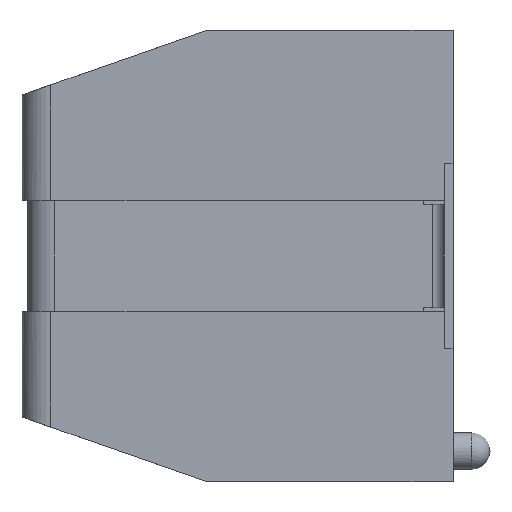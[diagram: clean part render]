
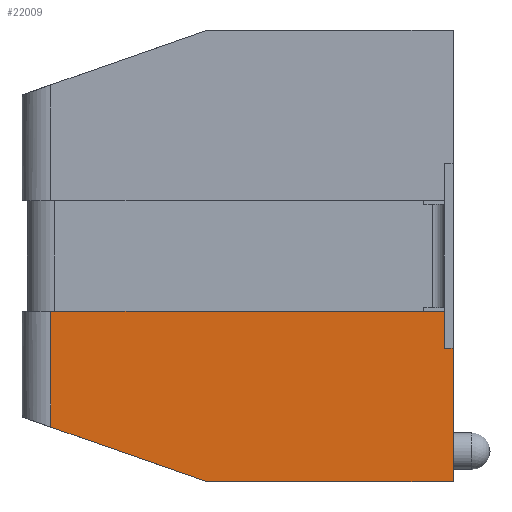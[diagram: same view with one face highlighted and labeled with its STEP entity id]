
A CAD part, left-side view. The second image highlights one B-rep face of the part: STEP entity #22009.
In plain terms, the highlighted planar face has unit normal (-1, 0.018, 0).
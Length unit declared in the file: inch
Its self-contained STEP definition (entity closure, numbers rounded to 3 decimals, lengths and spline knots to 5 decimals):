
#297 = EDGE_CURVE ( 'NONE', #30375, #298, #29061, .T. ) ;
#298 = VERTEX_POINT ( 'NONE', #29057 ) ;
#345 = EDGE_CURVE ( 'NONE', #30493, #30375, #29141, .T. ) ;
#2661 = LINE ( 'NONE', #2716, #2715 ) ;
#2662 = CARTESIAN_POINT ( 'NONE',  ( -0.67974, 0., -0.075 ) ) ;
#2663 = CARTESIAN_POINT ( 'NONE',  ( -0.67974, 0., -0.306 ) ) ;
#2714 = DIRECTION ( 'NONE',  ( 0.017, 1., 0. ) ) ;
#2715 = VECTOR ( 'NONE', #2714, 39.37008 ) ;
#2716 = CARTESIAN_POINT ( 'NONE',  ( -0.66953, 0.585, -0.075 ) ) ;
#2734 = DIRECTION ( 'NONE',  ( -0.017, -1., 0. ) ) ;
#2735 = DIRECTION ( 'NONE',  ( -1., 0.017, 0. ) ) ;
#2736 = CARTESIAN_POINT ( 'NONE',  ( -0.66953, 0.585, 0. ) ) ;
#2738 = AXIS2_PLACEMENT_3D ( 'NONE', #2736, #2735, #2734 ) ;
#2739 = PLANE ( 'NONE',  #2738 ) ;
#2740 = FACE_OUTER_BOUND ( 'NONE', #21931, .T. ) ;
#2741 = DIRECTION ( 'NONE',  ( 0.017, 1., 0. ) ) ;
#2742 = VECTOR ( 'NONE', #2741, 39.37008 ) ;
#2743 = CARTESIAN_POINT ( 'NONE',  ( -0.67974, 0., -0.306 ) ) ;
#2744 = LINE ( 'NONE', #2743, #2742 ) ;
#2745 = DIRECTION ( 'NONE',  ( 0., 0., -1. ) ) ;
#2746 = VECTOR ( 'NONE', #2745, 39.37008 ) ;
#2747 = CARTESIAN_POINT ( 'NONE',  ( -0.67974, 0., 0.306 ) ) ;
#2748 = LINE ( 'NONE', #2747, #2746 ) ;
#9735 = CARTESIAN_POINT ( 'NONE',  ( -0.67021, 0.5457, -0.075 ) ) ;
#9746 = CARTESIAN_POINT ( 'NONE',  ( -0.67021, 0.5457, -0.23226 ) ) ;
#21931 = EDGE_LOOP ( 'NONE', ( #21933, #22007, #22002, #22092, #22036 ) ) ;
#21932 = VERTEX_POINT ( 'NONE', #2663 ) ;
#21933 = ORIENTED_EDGE ( 'NONE', *, *, #297, .T. ) ;
#21936 = VERTEX_POINT ( 'NONE', #2662 ) ;
#21937 = EDGE_CURVE ( 'NONE', #21936, #30493, #2661, .T. ) ;
#22002 = ORIENTED_EDGE ( 'NONE', *, *, #22005, .F. ) ;
#22005 = EDGE_CURVE ( 'NONE', #21936, #21932, #2748, .T. ) ;
#22007 = ORIENTED_EDGE ( 'NONE', *, *, #22008, .F. ) ;
#22008 = EDGE_CURVE ( 'NONE', #21932, #298, #2744, .T. ) ;
#22009 = ADVANCED_FACE ( 'NONE', ( #2740 ), #2739, .T. ) ;
#22036 = ORIENTED_EDGE ( 'NONE', *, *, #345, .T. ) ;
#22092 = ORIENTED_EDGE ( 'NONE', *, *, #21937, .T. ) ;
#29057 = CARTESIAN_POINT ( 'NONE',  ( -0.67389, 0.335, -0.306 ) ) ;
#29058 = DIRECTION ( 'NONE',  ( -0.016, -0.944, -0.33 ) ) ;
#29059 = VECTOR ( 'NONE', #29058, 39.37008 ) ;
#29060 = CARTESIAN_POINT ( 'NONE',  ( -0.67021, 0.5457, -0.23226 ) ) ;
#29061 = LINE ( 'NONE', #29060, #29059 ) ;
#29138 = DIRECTION ( 'NONE',  ( 0., 0., -1. ) ) ;
#29139 = VECTOR ( 'NONE', #29138, 39.37008 ) ;
#29140 = CARTESIAN_POINT ( 'NONE',  ( -0.67021, 0.5457, 0. ) ) ;
#29141 = LINE ( 'NONE', #29140, #29139 ) ;
#30375 = VERTEX_POINT ( 'NONE', #9746 ) ;
#30493 = VERTEX_POINT ( 'NONE', #9735 ) ;
